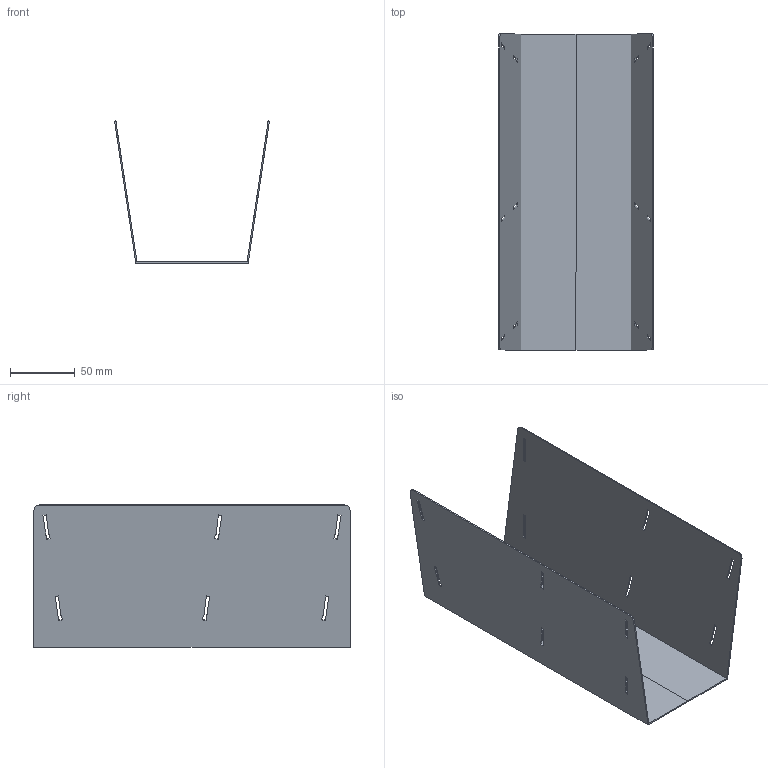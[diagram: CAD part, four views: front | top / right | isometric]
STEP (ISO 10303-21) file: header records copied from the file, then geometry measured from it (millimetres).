
FILE_DESCRIPTION(('FreeCAD Model'),'2;1');
FILE_NAME('Open CASCADE Shape Model','2023-10-20T21:04:03',(''),(''), 'Open CASCADE STEP processor 7.6','FreeCAD','Unknown');
FILE_SCHEMA(('AUTOMOTIVE_DESIGN { 1 0 10303 214 1 1 1 1 }'));
Length unit declared in the file: millimetre
Products named in the file (1): loafPan
Bounding box: 120 x 245 x 110.15 mm (x, y, z)
Volume: 74845.6 mm3; surface area: 151316.2 mm2
Topology: 1 solids, 1 shells, 94 faces, 272 edges, 180 vertices
Faces by surface type: plane 86, cylinder 8
Entity records: 6669 total; most frequent: CARTESIAN_POINT 1139, DIRECTION 1014, LINE 784, VECTOR 784, ORIENTED_EDGE 544, PCURVE 544, DEFINITIONAL_REPRESENTATION 544, EDGE_CURVE 272
